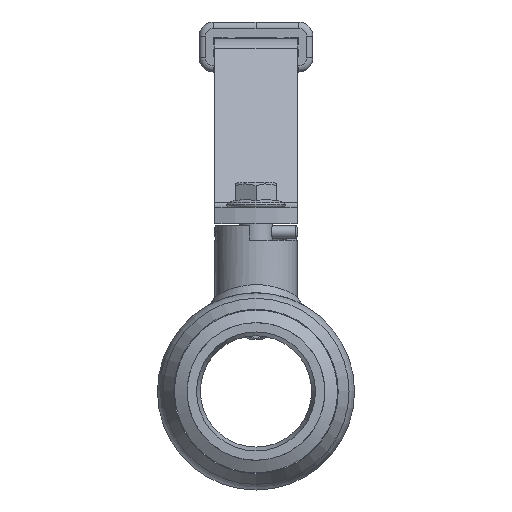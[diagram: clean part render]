
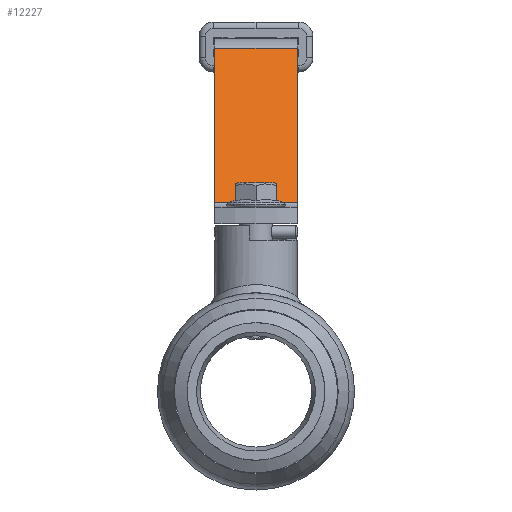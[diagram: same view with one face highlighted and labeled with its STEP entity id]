
A CAD part, front view. The second image highlights one B-rep face of the part: STEP entity #12227.
In plain terms, the highlighted planar face has unit normal (0, -0.699, 0.716).
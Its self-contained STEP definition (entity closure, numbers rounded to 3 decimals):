
#11827=CARTESIAN_POINT('',(-10.,16.537,5.138));
#11828=VERTEX_POINT('',#11827);
#11836=CARTESIAN_POINT('',(-10.,55.04,42.725));
#11837=VERTEX_POINT('',#11836);
#11838=CARTESIAN_POINT('',(-10.,55.04,42.725));
#11839=DIRECTION('',(-0.,-0.716,-0.699));
#11840=VECTOR('',#11839,53.808);
#11841=LINE('',#11838,#11840);
#11842=EDGE_CURVE('',#11837,#11828,#11841,.T.);
#11911=CARTESIAN_POINT('',(10.,55.04,42.725));
#11912=VERTEX_POINT('',#11911);
#11920=CARTESIAN_POINT('',(10.,16.537,5.138));
#11921=VERTEX_POINT('',#11920);
#11922=CARTESIAN_POINT('',(10.,55.04,42.725));
#11923=DIRECTION('',(-0.,-0.716,-0.699));
#11924=VECTOR('',#11923,53.808);
#11925=LINE('',#11922,#11924);
#11926=EDGE_CURVE('',#11912,#11921,#11925,.T.);
#12200=CARTESIAN_POINT('',(10.,55.04,42.725));
#12201=DIRECTION('',(-1.,0.,0.));
#12202=VECTOR('',#12201,20.);
#12203=LINE('',#12200,#12202);
#12204=EDGE_CURVE('',#11912,#11837,#12203,.T.);
#12211=CARTESIAN_POINT('',(10.,14.206,2.862));
#12212=DIRECTION('',(0.,0.699,-0.716));
#12213=DIRECTION('',(0.,0.716,0.699));
#12214=AXIS2_PLACEMENT_3D('',#12211,#12212,#12213);
#12215=PLANE('',#12214);
#12216=ORIENTED_EDGE('',*,*,#11842,.T.);
#12217=CARTESIAN_POINT('',(10.,16.537,5.138));
#12218=DIRECTION('',(-1.,0.,0.));
#12219=VECTOR('',#12218,20.);
#12220=LINE('',#12217,#12219);
#12221=EDGE_CURVE('',#11921,#11828,#12220,.T.);
#12222=ORIENTED_EDGE('',*,*,#12221,.F.);
#12223=ORIENTED_EDGE('',*,*,#11926,.F.);
#12224=ORIENTED_EDGE('',*,*,#12204,.T.);
#12225=EDGE_LOOP('',(#12216,#12222,#12223,#12224));
#12226=FACE_BOUND('',#12225,.T.);
#12227=ADVANCED_FACE('',(#12226),#12215,.F.);
